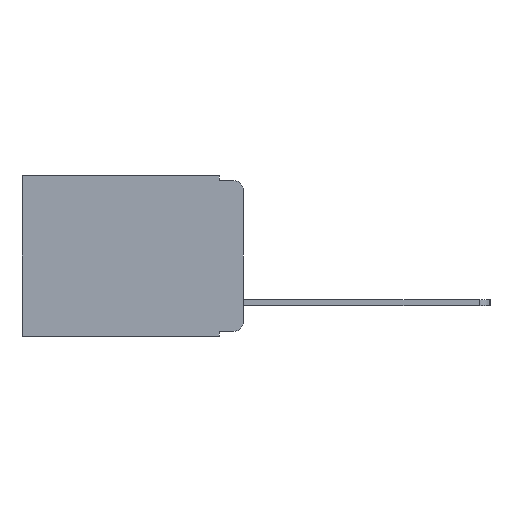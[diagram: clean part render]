
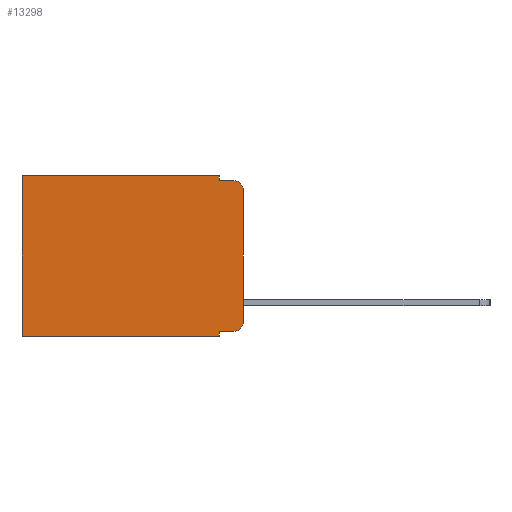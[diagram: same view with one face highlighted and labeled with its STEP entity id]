
A CAD part, left-side view. The second image highlights one B-rep face of the part: STEP entity #13298.
In plain terms, the highlighted planar face has unit normal (-1, 0, 0).
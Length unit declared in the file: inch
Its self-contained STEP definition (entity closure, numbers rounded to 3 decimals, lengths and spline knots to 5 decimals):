
#27 = DIRECTION ( 'NONE',  ( 0., 0., -1. ) ) ;
#311 = VERTEX_POINT ( 'NONE', #14996 ) ;
#506 = EDGE_CURVE ( 'NONE', #6498, #11235, #12294, .T. ) ;
#871 = VERTEX_POINT ( 'NONE', #7671 ) ;
#1155 = VECTOR ( 'NONE', #13530, 39.37008 ) ;
#1179 = VECTOR ( 'NONE', #10312, 39.37008 ) ;
#1332 = DIRECTION ( 'NONE',  ( 0., 0., -1. ) ) ;
#1764 = CARTESIAN_POINT ( 'NONE',  ( 0.298, 0.051, -0.01 ) ) ;
#2543 = EDGE_CURVE ( 'NONE', #6498, #3467, #3684, .T. ) ;
#2876 = VERTEX_POINT ( 'NONE', #9483 ) ;
#3107 = EDGE_CURVE ( 'NONE', #7233, #311, #10568, .T. ) ;
#3228 = EDGE_LOOP ( 'NONE', ( #8999, #9015, #9073, #9088, #9119, #9153, #9200, #9213, #9230, #9260 ) ) ;
#3467 = VERTEX_POINT ( 'NONE', #6265 ) ;
#3684 = LINE ( 'NONE', #8956, #10413 ) ;
#3899 = CARTESIAN_POINT ( 'NONE',  ( 0.298, 0.051, -0.333 ) ) ;
#4157 = FACE_OUTER_BOUND ( 'NONE', #3228, .T. ) ;
#4283 = EDGE_CURVE ( 'NONE', #10243, #2876, #5659, .T. ) ;
#4357 = DIRECTION ( 'NONE',  ( -1., 0., 0. ) ) ;
#4382 = PLANE ( 'NONE',  #12991 ) ;
#4604 = DIRECTION ( 'NONE',  ( 0., 1., 0. ) ) ;
#5223 = VECTOR ( 'NONE', #15903, 39.37008 ) ;
#5615 = VERTEX_POINT ( 'NONE', #3899 ) ;
#5633 = DIRECTION ( 'NONE',  ( 1., 0., 0. ) ) ;
#5659 = LINE ( 'NONE', #8989, #1179 ) ;
#6265 = CARTESIAN_POINT ( 'NONE',  ( 0.298, 0., -0.313 ) ) ;
#6498 = VERTEX_POINT ( 'NONE', #15372 ) ;
#6714 = VECTOR ( 'NONE', #27, 39.37008 ) ;
#7233 = VERTEX_POINT ( 'NONE', #13665 ) ;
#7671 = CARTESIAN_POINT ( 'NONE',  ( 0.298, 0.02, -0.333 ) ) ;
#8532 = LINE ( 'NONE', #16339, #9693 ) ;
#8956 = CARTESIAN_POINT ( 'NONE',  ( 0.298, 0., 0. ) ) ;
#8989 = CARTESIAN_POINT ( 'NONE',  ( 0.298, 0., 0. ) ) ;
#8999 = ORIENTED_EDGE ( 'NONE', *, *, #2543, .F. ) ;
#9015 = ORIENTED_EDGE ( 'NONE', *, *, #506, .T. ) ;
#9073 = ORIENTED_EDGE ( 'NONE', *, *, #16093, .F. ) ;
#9088 = ORIENTED_EDGE ( 'NONE', *, *, #15319, .F. ) ;
#9119 = ORIENTED_EDGE ( 'NONE', *, *, #4283, .T. ) ;
#9153 = ORIENTED_EDGE ( 'NONE', *, *, #14543, .T. ) ;
#9200 = ORIENTED_EDGE ( 'NONE', *, *, #3107, .F. ) ;
#9213 = ORIENTED_EDGE ( 'NONE', *, *, #13754, .F. ) ;
#9222 = DIRECTION ( 'NONE',  ( 0., 0., -1. ) ) ;
#9230 = ORIENTED_EDGE ( 'NONE', *, *, #12954, .T. ) ;
#9260 = ORIENTED_EDGE ( 'NONE', *, *, #12148, .T. ) ;
#9483 = CARTESIAN_POINT ( 'NONE',  ( 0.298, 0.473, 0. ) ) ;
#9693 = VECTOR ( 'NONE', #1332, 39.37008 ) ;
#10048 = LINE ( 'NONE', #15385, #6714 ) ;
#10109 = LINE ( 'NONE', #10934, #15975 ) ;
#10226 = AXIS2_PLACEMENT_3D ( 'NONE', #11758, #4357, #12982 ) ;
#10243 = VERTEX_POINT ( 'NONE', #14337 ) ;
#10312 = DIRECTION ( 'NONE',  ( 0., 1., 0. ) ) ;
#10413 = VECTOR ( 'NONE', #9222, 39.37008 ) ;
#10568 = LINE ( 'NONE', #10890, #13731 ) ;
#10890 = CARTESIAN_POINT ( 'NONE',  ( 0.298, 0., -0.343 ) ) ;
#10934 = CARTESIAN_POINT ( 'NONE',  ( 0.298, 0.051, -0.333 ) ) ;
#11235 = VERTEX_POINT ( 'NONE', #13721 ) ;
#11758 = CARTESIAN_POINT ( 'NONE',  ( 0.298, 0.02, -0.313 ) ) ;
#11901 = CIRCLE ( 'NONE', #10226, 0.02 ) ;
#12148 = EDGE_CURVE ( 'NONE', #871, #3467, #11901, .T. ) ;
#12294 = CIRCLE ( 'NONE', #16198, 0.02 ) ;
#12306 = CARTESIAN_POINT ( 'NONE',  ( 0.298, 0.051, 0. ) ) ;
#12954 = EDGE_CURVE ( 'NONE', #5615, #871, #10109, .T. ) ;
#12955 = CARTESIAN_POINT ( 'NONE',  ( 0.298, 0., 0. ) ) ;
#12982 = DIRECTION ( 'NONE',  ( 0., 0., -1. ) ) ;
#12991 = AXIS2_PLACEMENT_3D ( 'NONE', #12955, #5633, #14188 ) ;
#13298 = ADVANCED_FACE ( 'NONE', ( #4157 ), #4382, .F. ) ;
#13404 = DIRECTION ( 'NONE',  ( -1., 0., 0. ) ) ;
#13530 = DIRECTION ( 'NONE',  ( 0., 0., -1. ) ) ;
#13665 = CARTESIAN_POINT ( 'NONE',  ( 0.298, 0.051, -0.343 ) ) ;
#13721 = CARTESIAN_POINT ( 'NONE',  ( 0.298, 0.02, -0.01 ) ) ;
#13731 = VECTOR ( 'NONE', #4604, 39.37008 ) ;
#13754 = EDGE_CURVE ( 'NONE', #5615, #7233, #8532, .T. ) ;
#13962 = DIRECTION ( 'NONE',  ( 0., 0., -1. ) ) ;
#14188 = DIRECTION ( 'NONE',  ( 0., 0., -1. ) ) ;
#14337 = CARTESIAN_POINT ( 'NONE',  ( 0.298, 0.051, 0. ) ) ;
#14543 = EDGE_CURVE ( 'NONE', #2876, #311, #10048, .T. ) ;
#14627 = LINE ( 'NONE', #12306, #1155 ) ;
#14735 = CARTESIAN_POINT ( 'NONE',  ( 0.298, 0.051, -0.01 ) ) ;
#14996 = CARTESIAN_POINT ( 'NONE',  ( 0.298, 0.473, -0.343 ) ) ;
#15319 = EDGE_CURVE ( 'NONE', #10243, #16444, #14627, .T. ) ;
#15329 = LINE ( 'NONE', #14735, #5223 ) ;
#15372 = CARTESIAN_POINT ( 'NONE',  ( 0.298, 0., -0.03 ) ) ;
#15385 = CARTESIAN_POINT ( 'NONE',  ( 0.298, 0.473, 0. ) ) ;
#15457 = CARTESIAN_POINT ( 'NONE',  ( 0.298, 0.02, -0.03 ) ) ;
#15590 = DIRECTION ( 'NONE',  ( 0., -1., 0. ) ) ;
#15903 = DIRECTION ( 'NONE',  ( 0., -1., 0. ) ) ;
#15975 = VECTOR ( 'NONE', #15590, 39.37008 ) ;
#16093 = EDGE_CURVE ( 'NONE', #16444, #11235, #15329, .T. ) ;
#16198 = AXIS2_PLACEMENT_3D ( 'NONE', #15457, #13404, #13962 ) ;
#16339 = CARTESIAN_POINT ( 'NONE',  ( 0.298, 0.051, 0. ) ) ;
#16444 = VERTEX_POINT ( 'NONE', #1764 ) ;
